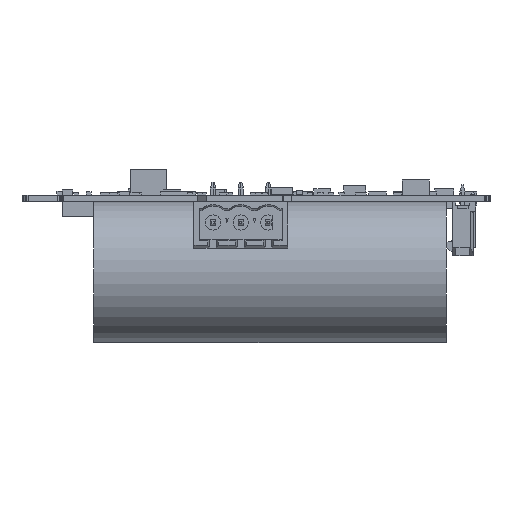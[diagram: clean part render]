
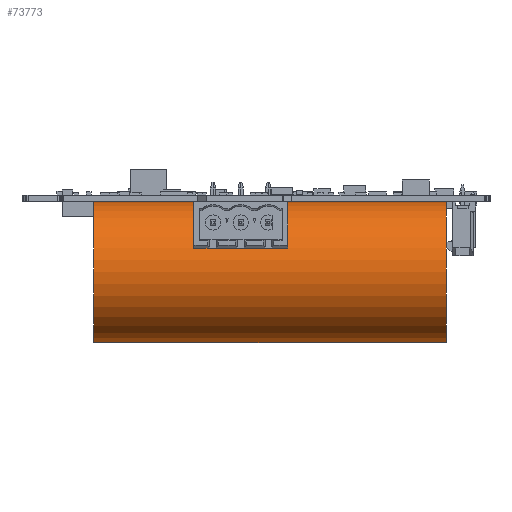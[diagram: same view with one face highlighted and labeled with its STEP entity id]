
A CAD part, front view. The second image highlights one B-rep face of the part: STEP entity #73773.
In plain terms, the highlighted cylindrical face has radius 13 mm (diameter 26 mm), a full revolution.
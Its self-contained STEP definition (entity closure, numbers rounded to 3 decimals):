
#73773 = ADVANCED_FACE('',(#73774),#73788,.T.);
#73774 = FACE_BOUND('',#73775,.T.);
#73775 = EDGE_LOOP('',(#73776,#73806,#73836,#73837));
#73776 = ORIENTED_EDGE('',*,*,#73777,.F.);
#73777 = EDGE_CURVE('',#73778,#73780,#73782,.T.);
#73778 = VERTEX_POINT('',#73779);
#73779 = CARTESIAN_POINT('',(13.,0.,0.));
#73780 = VERTEX_POINT('',#73781);
#73781 = CARTESIAN_POINT('',(13.,0.,65.));
#73782 = SEAM_CURVE('',#73783,(#73787,#73799),.PCURVE_S1.);
#73783 = LINE('',#73784,#73785);
#73784 = CARTESIAN_POINT('',(13.,0.,0.));
#73785 = VECTOR('',#73786,1.);
#73786 = DIRECTION('',(0.,0.,1.));
#73787 = PCURVE('',#73788,#73793);
#73788 = CYLINDRICAL_SURFACE('',#73789,13.);
#73789 = AXIS2_PLACEMENT_3D('',#73790,#73791,#73792);
#73790 = CARTESIAN_POINT('',(0.,0.,0.));
#73791 = DIRECTION('',(0.,0.,-1.));
#73792 = DIRECTION('',(1.,0.,0.));
#73793 = DEFINITIONAL_REPRESENTATION('',(#73794),#73798);
#73794 = LINE('',#73795,#73796);
#73795 = CARTESIAN_POINT('',(6.283,0.));
#73796 = VECTOR('',#73797,1.);
#73797 = DIRECTION('',(0.,-1.));
#73798 = ( GEOMETRIC_REPRESENTATION_CONTEXT(2) 
PARAMETRIC_REPRESENTATION_CONTEXT() REPRESENTATION_CONTEXT('2D SPACE',''
  ) );
#73799 = PCURVE('',#73788,#73800);
#73800 = DEFINITIONAL_REPRESENTATION('',(#73801),#73805);
#73801 = LINE('',#73802,#73803);
#73802 = CARTESIAN_POINT('',(0.,0.));
#73803 = VECTOR('',#73804,1.);
#73804 = DIRECTION('',(0.,-1.));
#73805 = ( GEOMETRIC_REPRESENTATION_CONTEXT(2) 
PARAMETRIC_REPRESENTATION_CONTEXT() REPRESENTATION_CONTEXT('2D SPACE',''
  ) );
#73806 = ORIENTED_EDGE('',*,*,#73807,.T.);
#73807 = EDGE_CURVE('',#73778,#73778,#73808,.T.);
#73808 = SURFACE_CURVE('',#73809,(#73814,#73820),.PCURVE_S1.);
#73809 = CIRCLE('',#73810,13.);
#73810 = AXIS2_PLACEMENT_3D('',#73811,#73812,#73813);
#73811 = CARTESIAN_POINT('',(0.,0.,0.));
#73812 = DIRECTION('',(0.,0.,1.));
#73813 = DIRECTION('',(1.,0.,0.));
#73814 = PCURVE('',#73788,#73815);
#73815 = DEFINITIONAL_REPRESENTATION('',(#73816),#73819);
#73816 = B_SPLINE_CURVE_WITH_KNOTS('',1,(#73817,#73818),.UNSPECIFIED.,
  .F.,.F.,(2,2),(0.,6.283),.PIECEWISE_BEZIER_KNOTS.);
#73817 = CARTESIAN_POINT('',(6.283,0.));
#73818 = CARTESIAN_POINT('',(0.,0.));
#73819 = ( GEOMETRIC_REPRESENTATION_CONTEXT(2) 
PARAMETRIC_REPRESENTATION_CONTEXT() REPRESENTATION_CONTEXT('2D SPACE',''
  ) );
#73820 = PCURVE('',#73821,#73826);
#73821 = PLANE('',#73822);
#73822 = AXIS2_PLACEMENT_3D('',#73823,#73824,#73825);
#73823 = CARTESIAN_POINT('',(13.,0.,0.));
#73824 = DIRECTION('',(0.,0.,-1.));
#73825 = DIRECTION('',(-1.,0.,0.));
#73826 = DEFINITIONAL_REPRESENTATION('',(#73827),#73835);
#73827 = ( BOUNDED_CURVE() B_SPLINE_CURVE(2,(#73828,#73829,#73830,#73831
    ,#73832,#73833,#73834),.UNSPECIFIED.,.F.,.F.) 
B_SPLINE_CURVE_WITH_KNOTS((1,2,2,2,2,1),(-2.094,0.,
    2.094,4.189,6.283,8.378),
.UNSPECIFIED.) CURVE() GEOMETRIC_REPRESENTATION_ITEM() 
RATIONAL_B_SPLINE_CURVE((1.,0.5,1.,0.5,1.,0.5,1.)) REPRESENTATION_ITEM(
  '') );
#73828 = CARTESIAN_POINT('',(0.,0.));
#73829 = CARTESIAN_POINT('',(0.,22.517));
#73830 = CARTESIAN_POINT('',(19.5,11.258));
#73831 = CARTESIAN_POINT('',(39.,0.));
#73832 = CARTESIAN_POINT('',(19.5,-11.258));
#73833 = CARTESIAN_POINT('',(0.,-22.517));
#73834 = CARTESIAN_POINT('',(0.,0.));
#73835 = ( GEOMETRIC_REPRESENTATION_CONTEXT(2) 
PARAMETRIC_REPRESENTATION_CONTEXT() REPRESENTATION_CONTEXT('2D SPACE',''
  ) );
#73836 = ORIENTED_EDGE('',*,*,#73777,.T.);
#73837 = ORIENTED_EDGE('',*,*,#73838,.F.);
#73838 = EDGE_CURVE('',#73780,#73780,#73839,.T.);
#73839 = SURFACE_CURVE('',#73840,(#73845,#73851),.PCURVE_S1.);
#73840 = CIRCLE('',#73841,13.);
#73841 = AXIS2_PLACEMENT_3D('',#73842,#73843,#73844);
#73842 = CARTESIAN_POINT('',(0.,0.,65.));
#73843 = DIRECTION('',(0.,0.,1.));
#73844 = DIRECTION('',(1.,0.,0.));
#73845 = PCURVE('',#73788,#73846);
#73846 = DEFINITIONAL_REPRESENTATION('',(#73847),#73850);
#73847 = B_SPLINE_CURVE_WITH_KNOTS('',1,(#73848,#73849),.UNSPECIFIED.,
  .F.,.F.,(2,2),(0.,6.283),.PIECEWISE_BEZIER_KNOTS.);
#73848 = CARTESIAN_POINT('',(6.283,-65.));
#73849 = CARTESIAN_POINT('',(0.,-65.));
#73850 = ( GEOMETRIC_REPRESENTATION_CONTEXT(2) 
PARAMETRIC_REPRESENTATION_CONTEXT() REPRESENTATION_CONTEXT('2D SPACE',''
  ) );
#73851 = PCURVE('',#73852,#73857);
#73852 = PLANE('',#73853);
#73853 = AXIS2_PLACEMENT_3D('',#73854,#73855,#73856);
#73854 = CARTESIAN_POINT('',(13.,0.,65.));
#73855 = DIRECTION('',(0.,0.,-1.));
#73856 = DIRECTION('',(-1.,0.,0.));
#73857 = DEFINITIONAL_REPRESENTATION('',(#73858),#73866);
#73858 = ( BOUNDED_CURVE() B_SPLINE_CURVE(2,(#73859,#73860,#73861,#73862
    ,#73863,#73864,#73865),.UNSPECIFIED.,.F.,.F.) 
B_SPLINE_CURVE_WITH_KNOTS((1,2,2,2,2,1),(-2.094,0.,
    2.094,4.189,6.283,8.378),
.UNSPECIFIED.) CURVE() GEOMETRIC_REPRESENTATION_ITEM() 
RATIONAL_B_SPLINE_CURVE((1.,0.5,1.,0.5,1.,0.5,1.)) REPRESENTATION_ITEM(
  '') );
#73859 = CARTESIAN_POINT('',(0.,0.));
#73860 = CARTESIAN_POINT('',(0.,22.517));
#73861 = CARTESIAN_POINT('',(19.5,11.258));
#73862 = CARTESIAN_POINT('',(39.,0.));
#73863 = CARTESIAN_POINT('',(19.5,-11.258));
#73864 = CARTESIAN_POINT('',(0.,-22.517));
#73865 = CARTESIAN_POINT('',(0.,0.));
#73866 = ( GEOMETRIC_REPRESENTATION_CONTEXT(2) 
PARAMETRIC_REPRESENTATION_CONTEXT() REPRESENTATION_CONTEXT('2D SPACE',''
  ) );
